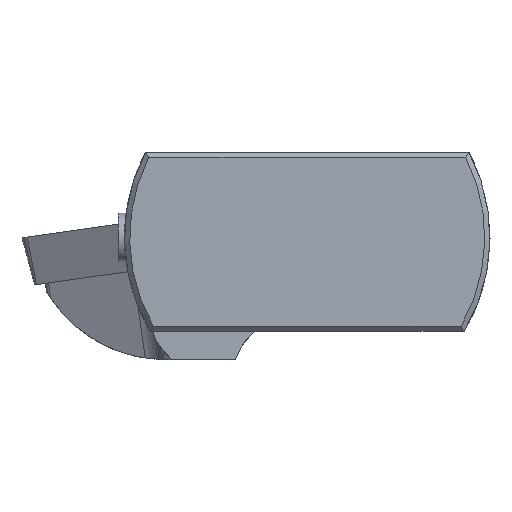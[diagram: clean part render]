
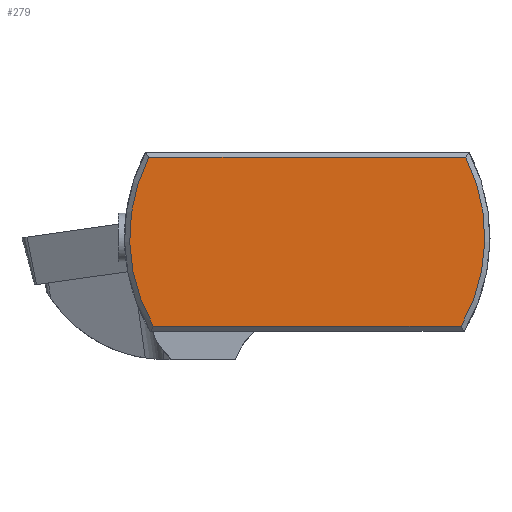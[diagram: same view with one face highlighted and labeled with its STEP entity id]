
A CAD part, top view. The second image highlights one B-rep face of the part: STEP entity #279.
In plain terms, the highlighted planar face has unit normal (0, 0, 1).
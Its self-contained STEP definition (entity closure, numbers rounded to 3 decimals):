
#181=CIRCLE('',#1319,14.575);
#183=CIRCLE('',#1322,14.575);
#279=ADVANCED_FACE('',(#371),#323,.T.);
#323=PLANE('',#1415);
#371=FACE_OUTER_BOUND('',#443,.T.);
#443=EDGE_LOOP('',(#884,#885,#886,#887));
#464=LINE('',#1823,#546);
#466=LINE('',#1838,#548);
#546=VECTOR('',#1460,1.);
#548=VECTOR('',#1464,1.);
#884=ORIENTED_EDGE('',*,*,#1058,.F.);
#885=ORIENTED_EDGE('',*,*,#1065,.T.);
#886=ORIENTED_EDGE('',*,*,#1062,.F.);
#887=ORIENTED_EDGE('',*,*,#1067,.T.);
#947=VERTEX_POINT('',#1822);
#948=VERTEX_POINT('',#1824);
#951=VERTEX_POINT('',#1837);
#952=VERTEX_POINT('',#1839);
#1058=EDGE_CURVE('',#947,#948,#464,.T.);
#1062=EDGE_CURVE('',#951,#952,#466,.T.);
#1065=EDGE_CURVE('',#947,#952,#181,.T.);
#1067=EDGE_CURVE('',#951,#948,#183,.T.);
#1319=AXIS2_PLACEMENT_3D('',#1847,#1468,#1469);
#1322=AXIS2_PLACEMENT_3D('',#1850,#1474,#1475);
#1415=AXIS2_PLACEMENT_3D('',#2284,#1722,#1723);
#1460=DIRECTION('',(1.,0.,0.));
#1464=DIRECTION('',(-1.,0.,0.));
#1468=DIRECTION('',(0.,0.,1.));
#1469=DIRECTION('',(1.,0.,0.));
#1474=DIRECTION('',(0.,0.,1.));
#1475=DIRECTION('',(1.,0.,0.));
#1722=DIRECTION('',(0.,0.,1.));
#1723=DIRECTION('',(1.,0.,0.));
#1822=CARTESIAN_POINT('',(-13.008,6.575,0.));
#1823=CARTESIAN_POINT('',(-25.,6.575,0.));
#1824=CARTESIAN_POINT('',(13.008,6.575,0.));
#1837=CARTESIAN_POINT('',(12.63,-7.275,0.));
#1838=CARTESIAN_POINT('',(-25.,-7.275,0.));
#1839=CARTESIAN_POINT('',(-12.63,-7.275,0.));
#1847=CARTESIAN_POINT('',(0.,0.,0.));
#1850=CARTESIAN_POINT('',(0.,0.,0.));
#2284=CARTESIAN_POINT('',(0.,0.,0.));
